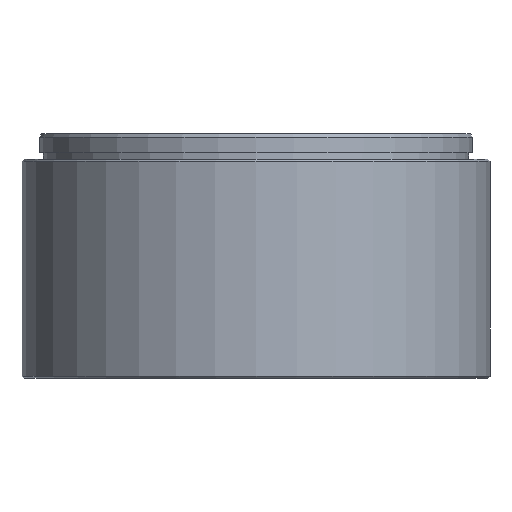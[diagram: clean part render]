
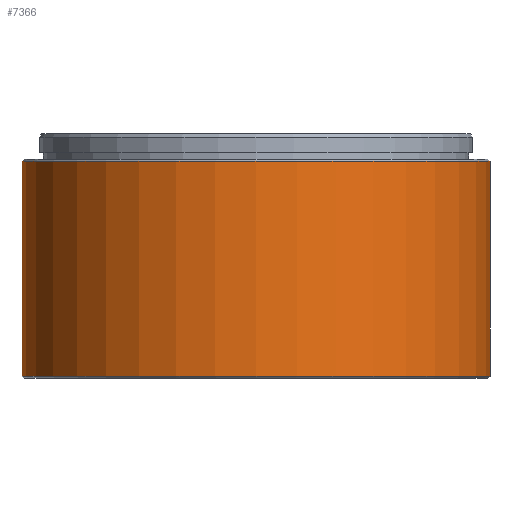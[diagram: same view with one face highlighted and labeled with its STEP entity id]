
A CAD part, front view. The second image highlights one B-rep face of the part: STEP entity #7366.
In plain terms, the highlighted cylindrical face has radius 27.94 mm (diameter 55.88 mm), a partial arc.
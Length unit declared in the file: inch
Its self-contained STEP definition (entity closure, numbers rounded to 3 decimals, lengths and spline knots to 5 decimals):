
#203 = AXIS2_PLACEMENT_3D ( 'NONE', #4239, #13381, #2965 ) ;
#394 = LINE ( 'NONE', #14341, #13865 ) ;
#1260 = FACE_OUTER_BOUND ( 'NONE', #4777, .T. ) ;
#2068 = DIRECTION ( 'NONE',  ( 0., 0., 1. ) ) ;
#2627 = ORIENTED_EDGE ( 'NONE', *, *, #5628, .T. ) ;
#2718 = CARTESIAN_POINT ( 'NONE',  ( 0., 0., 0.445 ) ) ;
#2965 = DIRECTION ( 'NONE',  ( 1., 0., 0. ) ) ;
#3074 = AXIS2_PLACEMENT_3D ( 'NONE', #9868, #2068, #11211 ) ;
#3077 = VERTEX_POINT ( 'NONE', #11479 ) ;
#4037 = DIRECTION ( 'NONE',  ( 1., 0., 0. ) ) ;
#4239 = CARTESIAN_POINT ( 'NONE',  ( 0., 0., 0.575 ) ) ;
#4701 = EDGE_CURVE ( 'NONE', #8978, #11341, #10670, .T. ) ;
#4777 = EDGE_LOOP ( 'NONE', ( #16822, #2627, #11062, #12459 ) ) ;
#5628 = EDGE_CURVE ( 'NONE', #8978, #6559, #12479, .T. ) ;
#5893 = EDGE_CURVE ( 'NONE', #6559, #3077, #394, .T. ) ;
#6559 = VERTEX_POINT ( 'NONE', #13419 ) ;
#7175 = VECTOR ( 'NONE', #9045, 39.37008 ) ;
#7366 = ADVANCED_FACE ( 'NONE', ( #1260 ), #9600, .T. ) ;
#8034 = CARTESIAN_POINT ( 'NONE',  ( -1.1, 0., -0.565 ) ) ;
#8290 = CARTESIAN_POINT ( 'NONE',  ( -1.1, 0., 0.445 ) ) ;
#8978 = VERTEX_POINT ( 'NONE', #8034 ) ;
#9045 = DIRECTION ( 'NONE',  ( 0., 0., 1. ) ) ;
#9600 = CYLINDRICAL_SURFACE ( 'NONE', #203, 1.1 ) ;
#9868 = CARTESIAN_POINT ( 'NONE',  ( 0., 0., -0.565 ) ) ;
#10318 = CARTESIAN_POINT ( 'NONE',  ( -1.1, 0., 0.575 ) ) ;
#10398 = DIRECTION ( 'NONE',  ( 0., 0., 1. ) ) ;
#10670 = LINE ( 'NONE', #10318, #7175 ) ;
#11062 = ORIENTED_EDGE ( 'NONE', *, *, #5893, .T. ) ;
#11211 = DIRECTION ( 'NONE',  ( -1., 0., 0. ) ) ;
#11341 = VERTEX_POINT ( 'NONE', #8290 ) ;
#11479 = CARTESIAN_POINT ( 'NONE',  ( 1.1, 0., 0.445 ) ) ;
#11865 = DIRECTION ( 'NONE',  ( 0., 0., -1. ) ) ;
#12446 = CIRCLE ( 'NONE', #12628, 1.1 ) ;
#12459 = ORIENTED_EDGE ( 'NONE', *, *, #12603, .T. ) ;
#12479 = CIRCLE ( 'NONE', #3074, 1.1 ) ;
#12603 = EDGE_CURVE ( 'NONE', #3077, #11341, #12446, .T. ) ;
#12628 = AXIS2_PLACEMENT_3D ( 'NONE', #2718, #11865, #4037 ) ;
#13381 = DIRECTION ( 'NONE',  ( 0., 0., 1. ) ) ;
#13419 = CARTESIAN_POINT ( 'NONE',  ( 1.1, 0., -0.565 ) ) ;
#13865 = VECTOR ( 'NONE', #10398, 39.37008 ) ;
#14341 = CARTESIAN_POINT ( 'NONE',  ( 1.1, 0., 0.575 ) ) ;
#16822 = ORIENTED_EDGE ( 'NONE', *, *, #4701, .F. ) ;
